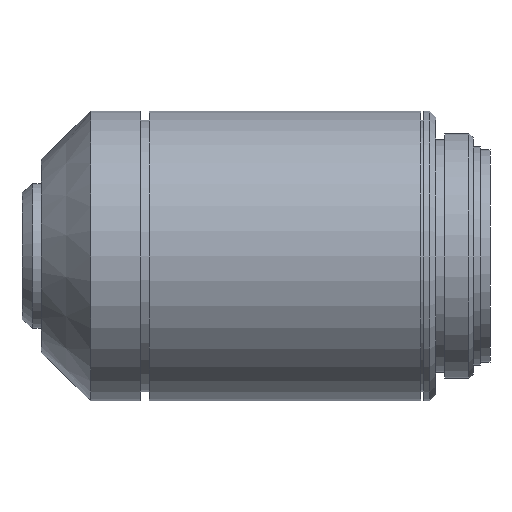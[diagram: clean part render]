
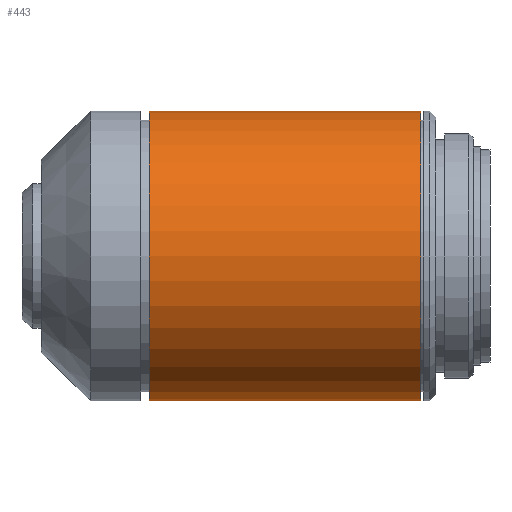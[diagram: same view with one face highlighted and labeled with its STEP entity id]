
A CAD part, front view. The second image highlights one B-rep face of the part: STEP entity #443.
In plain terms, the highlighted cylindrical face has radius 12 mm (diameter 24 mm), a partial arc.
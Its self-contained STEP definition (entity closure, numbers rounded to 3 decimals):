
#35 = CARTESIAN_POINT ( 'NONE',  ( 29.855, 0., -12. ) ) ;
#42 = CARTESIAN_POINT ( 'NONE',  ( 29.855, 0., 0. ) ) ;
#67 = ORIENTED_EDGE ( 'NONE', *, *, #783, .T. ) ;
#69 = CARTESIAN_POINT ( 'NONE',  ( 29.855, 0., 12. ) ) ;
#110 = ORIENTED_EDGE ( 'NONE', *, *, #1028, .F. ) ;
#116 = EDGE_LOOP ( 'NONE', ( #468, #280, #67, #110 ) ) ;
#118 = DIRECTION ( 'NONE',  ( 1., 0., 0. ) ) ;
#151 = VERTEX_POINT ( 'NONE', #828 ) ;
#199 = CARTESIAN_POINT ( 'NONE',  ( -5.75, 0., 12. ) ) ;
#203 = VERTEX_POINT ( 'NONE', #590 ) ;
#205 = DIRECTION ( 'NONE',  ( 0., 0., -1. ) ) ;
#238 = VERTEX_POINT ( 'NONE', #684 ) ;
#249 = CIRCLE ( 'NONE', #261, 12. ) ;
#261 = AXIS2_PLACEMENT_3D ( 'NONE', #571, #818, #399 ) ;
#280 = ORIENTED_EDGE ( 'NONE', *, *, #909, .T. ) ;
#287 = CYLINDRICAL_SURFACE ( 'NONE', #857, 12. ) ;
#313 = LINE ( 'NONE', #69, #985 ) ;
#323 = DIRECTION ( 'NONE',  ( 1., 0., 0. ) ) ;
#399 = DIRECTION ( 'NONE',  ( 0., 0., -1. ) ) ;
#414 = DIRECTION ( 'NONE',  ( 1., 0., 0. ) ) ;
#443 = ADVANCED_FACE ( 'NONE', ( #884 ), #287, .T. ) ;
#468 = ORIENTED_EDGE ( 'NONE', *, *, #504, .F. ) ;
#504 = EDGE_CURVE ( 'NONE', #151, #807, #313, .T. ) ;
#571 = CARTESIAN_POINT ( 'NONE',  ( -28.25, 0., 0. ) ) ;
#590 = CARTESIAN_POINT ( 'NONE',  ( -28.25, 0., -12. ) ) ;
#684 = CARTESIAN_POINT ( 'NONE',  ( -5.75, 0., -12. ) ) ;
#743 = DIRECTION ( 'NONE',  ( 0., 0., -1. ) ) ;
#783 = EDGE_CURVE ( 'NONE', #203, #238, #863, .T. ) ;
#807 = VERTEX_POINT ( 'NONE', #199 ) ;
#818 = DIRECTION ( 'NONE',  ( 1., 0., 0. ) ) ;
#828 = CARTESIAN_POINT ( 'NONE',  ( -28.25, 0., 12. ) ) ;
#857 = AXIS2_PLACEMENT_3D ( 'NONE', #42, #118, #205 ) ;
#863 = LINE ( 'NONE', #35, #1040 ) ;
#884 = FACE_OUTER_BOUND ( 'NONE', #116, .T. ) ;
#907 = CARTESIAN_POINT ( 'NONE',  ( -5.75, 0., 0. ) ) ;
#909 = EDGE_CURVE ( 'NONE', #151, #203, #249, .T. ) ;
#968 = CIRCLE ( 'NONE', #987, 12. ) ;
#985 = VECTOR ( 'NONE', #414, 1000. ) ;
#987 = AXIS2_PLACEMENT_3D ( 'NONE', #907, #323, #743 ) ;
#1028 = EDGE_CURVE ( 'NONE', #807, #238, #968, .T. ) ;
#1040 = VECTOR ( 'NONE', #1054, 1000. ) ;
#1054 = DIRECTION ( 'NONE',  ( 1., 0., 0. ) ) ;
